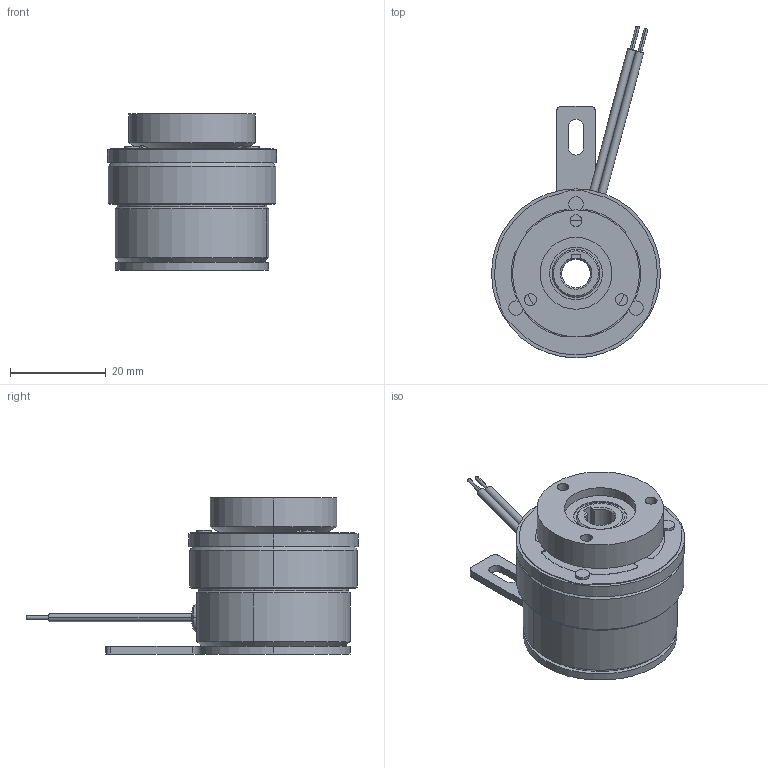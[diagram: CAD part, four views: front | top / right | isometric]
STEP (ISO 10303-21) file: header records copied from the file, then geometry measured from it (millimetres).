
FILE_DESCRIPTION (( 'STEP AP203' ), '1' );
FILE_NAME ('AMC 2.5E.STEP', '2023-06-28T09:26:14', ( '' ), ( '' ), 'SwSTEP 2.0', 'SolidWorks 2018', '' );
FILE_SCHEMA (( 'CONFIG_CONTROL_DESIGN' ));
Length unit declared in the file: millimetre
Products named in the file (1): AMC 2.5E
Bounding box: 35.3 x 69.34 x 32.6 mm (x, y, z)
Volume: 24977.4 mm3; surface area: 7443.3 mm2
Topology: 1 solids, 1 shells, 159 faces, 383 edges, 242 vertices
Faces by surface type: cylinder 88, plane 41, cone 22, torus 8
Entity records: 4909 total; most frequent: CARTESIAN_POINT 926, DIRECTION 910, ORIENTED_EDGE 766, EDGE_CURVE 383, AXIS2_PLACEMENT_3D 380, VERTEX_POINT 242, CIRCLE 220, EDGE_LOOP 185
